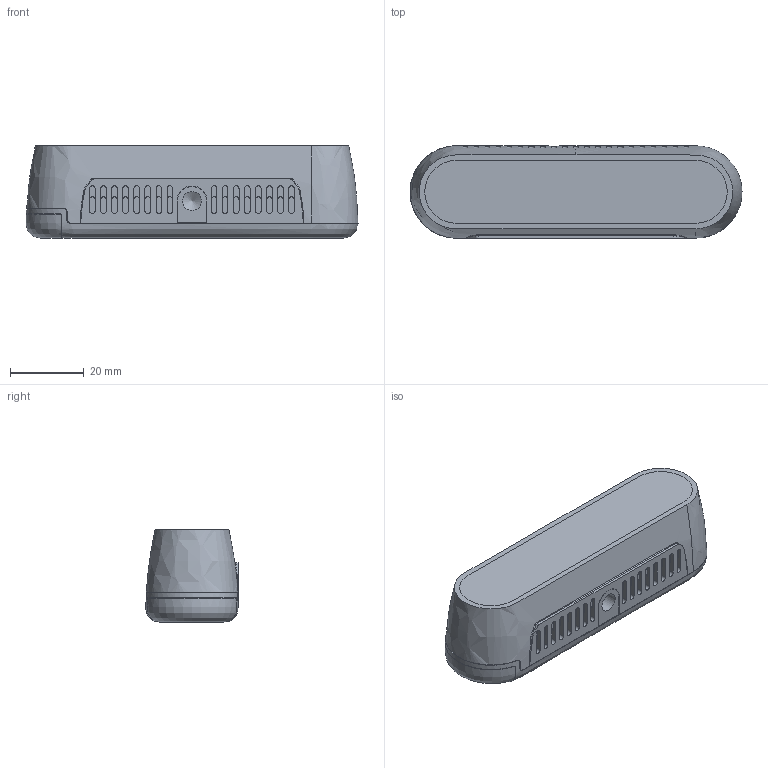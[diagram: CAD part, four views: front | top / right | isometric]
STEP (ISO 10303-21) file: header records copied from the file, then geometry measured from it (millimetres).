
FILE_DESCRIPTION(/* description */ (''),/* implementation_level */ '2;1');
FILE_NAME(/* name */ 'IntelRealsense_D435.stp',/* time_stamp */ '2022-09-08T12:53:28+01:00',/* author */ ('romanp'),/* organization */ (''),/* preprocessor_version */ 'ST-DEVELOPER v19',/* originating_system */ 'Autodesk Inventor 2023',/* authorisation */ '');
FILE_SCHEMA (('AUTOMOTIVE_DESIGN { 1 0 10303 214 3 1 1 }'));
Length unit declared in the file: millimetre
Products named in the file (1): IntelRealsense_D435_Multibody
Bounding box: 90 x 25.01 x 25 mm (x, y, z)
Volume: 44874.5 mm3; surface area: 21641.2 mm2
Topology: 8 solids, 8 shells, 458 faces, 1142 edges, 751 vertices
Faces by surface type: plane 244, cylinder 187, bspline 17, cone 6, sphere 4
Full cylindrical faces by diameter (mm): 0.8 x1, 1 x1, 1.2 x1, 1.8 x2, 2.2 x5, 2.5 x4, 3.8 x5, 4.2 x5, 5.105 x1, 7 x1, 7.8 x4, 8.2 x4, 10 x2
Entity records: 20879 total; most frequent: CARTESIAN_POINT 9420, ORIENTED_EDGE 2270, DIRECTION 2243, EDGE_CURVE 1135, AXIS2_PLACEMENT_3D 807, VERTEX_POINT 751, LINE 629, VECTOR 629
